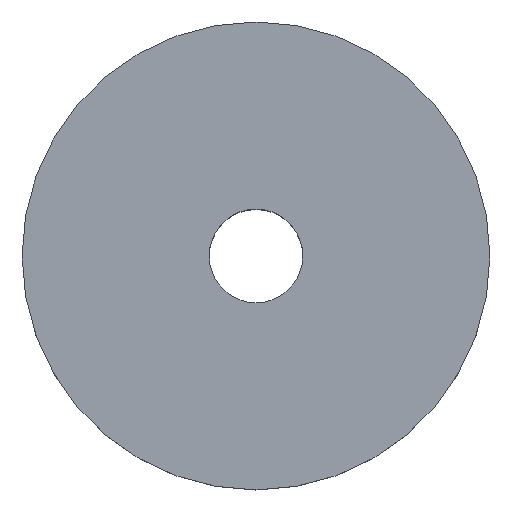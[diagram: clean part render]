
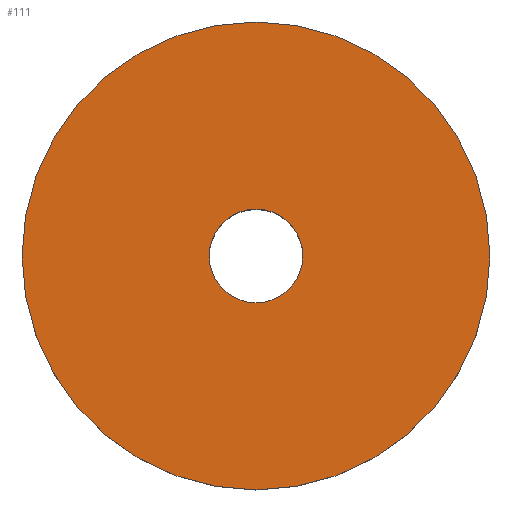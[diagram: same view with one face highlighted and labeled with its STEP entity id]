
A CAD part, top view. The second image highlights one B-rep face of the part: STEP entity #111.
In plain terms, the highlighted planar face has unit normal (0, 0, 1).
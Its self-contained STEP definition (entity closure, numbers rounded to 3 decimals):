
#29=FACE_BOUND('',#41,.T.);
#32=FACE_OUTER_BOUND('',#40,.T.);
#40=EDGE_LOOP('',(#85));
#41=EDGE_LOOP('',(#86));
#48=CIRCLE('',#134,4.);
#49=CIRCLE('',#136,20.);
#58=VERTEX_POINT('',#194);
#59=VERTEX_POINT('',#198);
#68=EDGE_CURVE('',#58,#58,#48,.T.);
#69=EDGE_CURVE('',#59,#59,#49,.T.);
#85=ORIENTED_EDGE('',*,*,#69,.F.);
#86=ORIENTED_EDGE('',*,*,#68,.T.);
#108=PLANE('',#135);
#111=ADVANCED_FACE('',(#32,#29),#108,.T.);
#134=AXIS2_PLACEMENT_3D('',#196,#158,#159);
#135=AXIS2_PLACEMENT_3D('',#197,#160,#161);
#136=AXIS2_PLACEMENT_3D('',#199,#162,#163);
#158=DIRECTION('center_axis',(0.,0.,-1.));
#159=DIRECTION('ref_axis',(1.,0.,0.));
#160=DIRECTION('center_axis',(0.,0.,1.));
#161=DIRECTION('ref_axis',(1.,0.,0.));
#162=DIRECTION('center_axis',(0.,0.,-1.));
#163=DIRECTION('ref_axis',(1.,0.,0.));
#194=CARTESIAN_POINT('',(0.,-4.,-143.));
#196=CARTESIAN_POINT('Origin',(0.,0.,-143.));
#197=CARTESIAN_POINT('Origin',(0.,20.,-143.));
#198=CARTESIAN_POINT('',(0.,-20.,-143.));
#199=CARTESIAN_POINT('Origin',(0.,0.,-143.));
